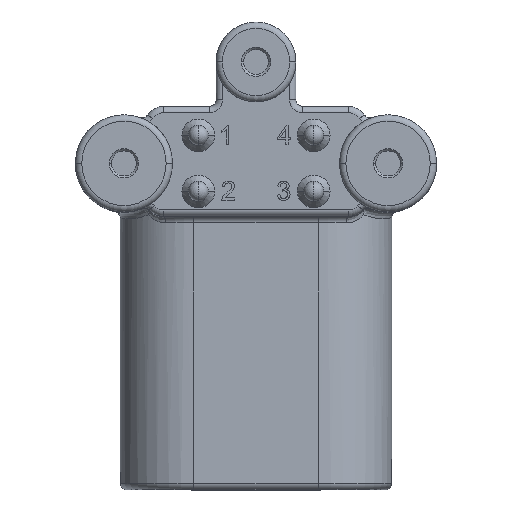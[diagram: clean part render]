
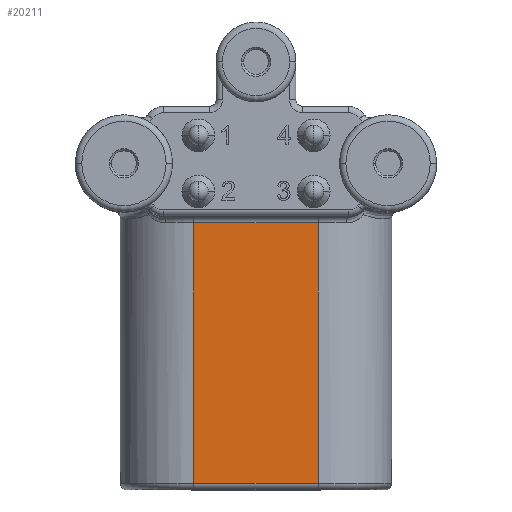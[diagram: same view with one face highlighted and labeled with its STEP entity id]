
A CAD part, top view. The second image highlights one B-rep face of the part: STEP entity #20211.
In plain terms, the highlighted planar face has unit normal (0, 0, 1).
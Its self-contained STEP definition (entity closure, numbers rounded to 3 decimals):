
#345=DIRECTION('',(-1.,0.,0.));
#346=VECTOR('',#345,9.8);
#347=CARTESIAN_POINT('',(4.9,-1.3,8.55));
#348=LINE('',#347,#346);
#6250=DIRECTION('',(0.,-1.,0.));
#6251=VECTOR('',#6250,20.53);
#6252=CARTESIAN_POINT('',(4.9,19.23,8.55));
#6253=LINE('',#6252,#6251);
#6329=DIRECTION('',(1.,0.,0.));
#6330=VECTOR('',#6329,9.8);
#6331=CARTESIAN_POINT('',(-4.9,19.23,8.55));
#6332=LINE('',#6331,#6330);
#6348=DIRECTION('',(0.,1.,0.));
#6349=VECTOR('',#6348,20.53);
#6350=CARTESIAN_POINT('',(-4.9,-1.3,8.55));
#6351=LINE('',#6350,#6349);
#8880=CARTESIAN_POINT('',(-4.9,-1.3,8.55));
#8881=VERTEX_POINT('',#8880);
#8904=CARTESIAN_POINT('',(4.9,-1.3,8.55));
#8905=VERTEX_POINT('',#8904);
#10380=CARTESIAN_POINT('',(4.9,19.23,8.55));
#10381=VERTEX_POINT('',#10380);
#10384=CARTESIAN_POINT('',(-4.9,19.23,8.55));
#10385=VERTEX_POINT('',#10384);
#20198=CARTESIAN_POINT('',(-6.188,-0.442,8.55));
#20199=DIRECTION('',(0.,0.,1.));
#20200=DIRECTION('',(1.,0.,0.));
#20201=AXIS2_PLACEMENT_3D('',#20198,#20199,#20200);
#20202=PLANE('',#20201);
#20204=ORIENTED_EDGE('',*,*,#20203,.T.);
#20205=ORIENTED_EDGE('',*,*,#20123,.T.);
#20206=ORIENTED_EDGE('',*,*,#11235,.T.);
#20208=ORIENTED_EDGE('',*,*,#20207,.T.);
#20209=EDGE_LOOP('',(#20204,#20205,#20206,#20208));
#20210=FACE_OUTER_BOUND('',#20209,.F.);
#20211=ADVANCED_FACE('',(#20210),#20202,.T.);
#11235=EDGE_CURVE('',#8905,#8881,#348,.T.);
#20123=EDGE_CURVE('',#10381,#8905,#6253,.T.);
#20203=EDGE_CURVE('',#10385,#10381,#6332,.T.);
#20207=EDGE_CURVE('',#8881,#10385,#6351,.T.);
